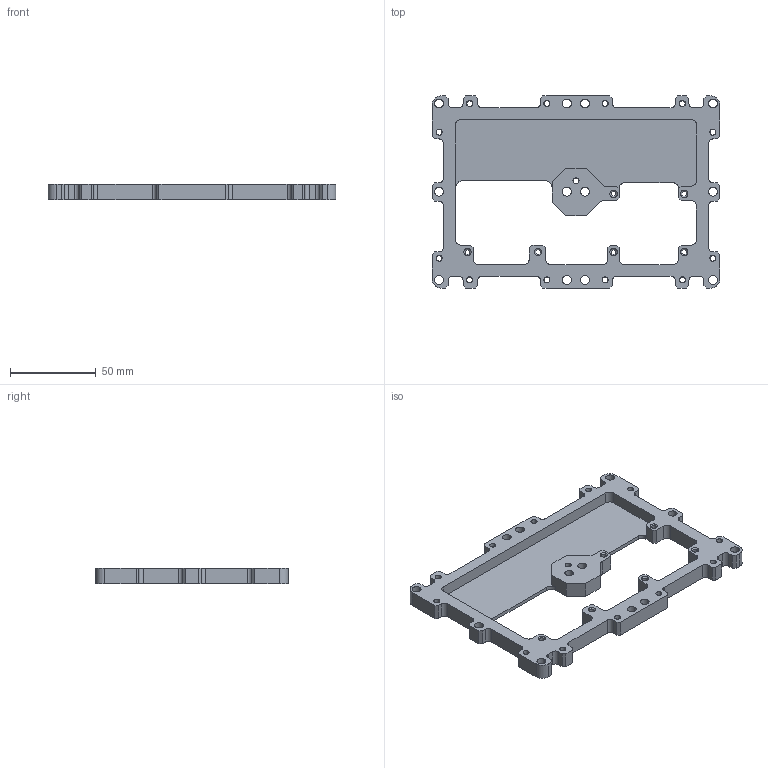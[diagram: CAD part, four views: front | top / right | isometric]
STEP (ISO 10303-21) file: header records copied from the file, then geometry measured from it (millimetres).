
FILE_DESCRIPTION (( 'STEP AP214' ), '1' );
FILE_NAME ('2004919E-ModFor3DPrint.stp', '2020-09-28T14:45:39', ( '' ), ( '' ), 'SwSTEP 2.0', 'SolidWorks 2019', '' );
FILE_SCHEMA (( 'AUTOMOTIVE_DESIGN' ));
Length unit declared in the file: inch
Products named in the file (1): 2004919E-ModFor3DPrint
Bounding box: 168.15 x 112.27 x 9.3 mm (x, y, z)
Volume: 64804.8 mm3; surface area: 36709.1 mm2
Topology: 1 solids, 1 shells, 241 faces, 705 edges, 466 vertices
Faces by surface type: plane 122, cylinder 81, cone 38
Entity records: 8197 total; most frequent: DIRECTION 1415, CARTESIAN_POINT 1413, ORIENTED_EDGE 1410, EDGE_CURVE 705, VECTOR 479, LINE 479, AXIS2_PLACEMENT_3D 468, VERTEX_POINT 466
